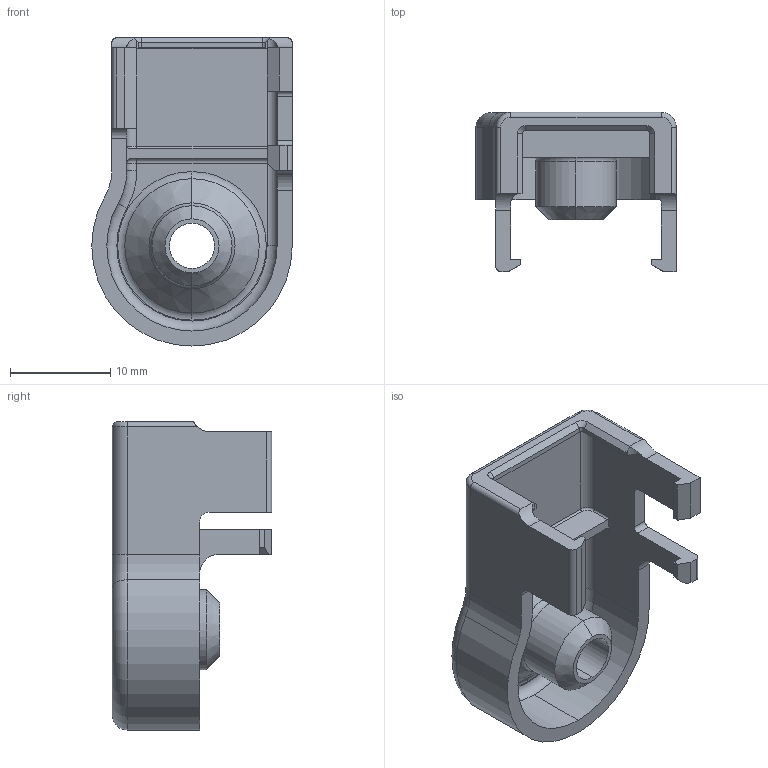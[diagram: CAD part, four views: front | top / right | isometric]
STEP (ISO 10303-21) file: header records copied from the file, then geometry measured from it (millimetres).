
FILE_DESCRIPTION (( 'STEP AP203' ), '1' );
FILE_NAME ('BR01-USB_EXT_CAP_L.STEP', '2024-07-13T09:00:08', ( '' ), ( '' ), 'SwSTEP 2.0', 'SolidWorks 2021', '' );
FILE_SCHEMA (( 'CONFIG_CONTROL_DESIGN' ));
Length unit declared in the file: millimetre
Products named in the file (1): BR01-USB_EXT_CAP_L
Bounding box: 20 x 15.9 x 30.75 mm (x, y, z)
Volume: 2140 mm3; surface area: 2856.1 mm2
Topology: 1 solids, 1 shells, 106 faces, 273 edges, 170 vertices
Faces by surface type: plane 42, cylinder 40, torus 16, cone 8
Entity records: 3324 total; most frequent: CARTESIAN_POINT 604, DIRECTION 581, ORIENTED_EDGE 546, EDGE_CURVE 273, AXIS2_PLACEMENT_3D 211, VERTEX_POINT 170, VECTOR 159, LINE 159
